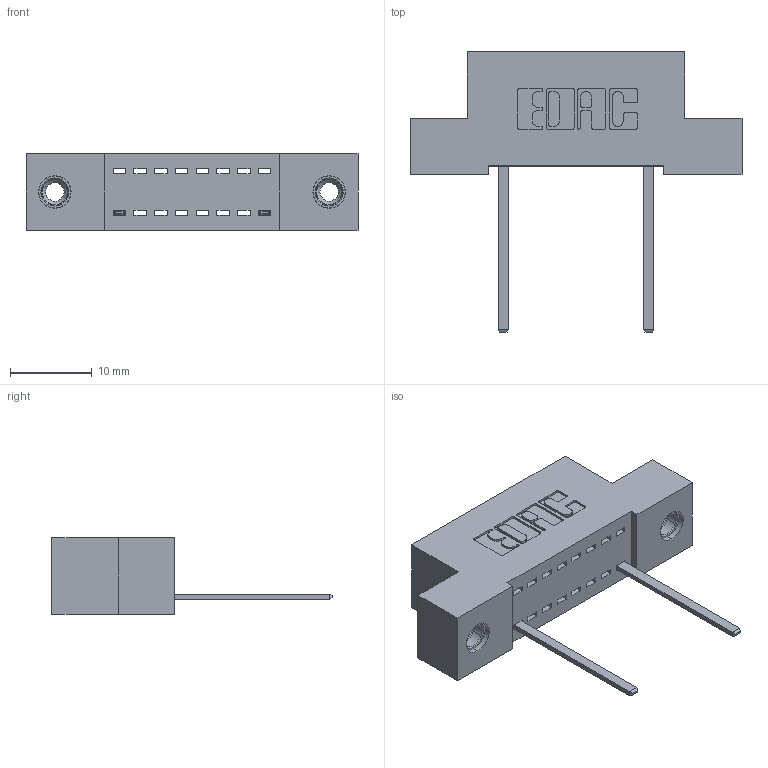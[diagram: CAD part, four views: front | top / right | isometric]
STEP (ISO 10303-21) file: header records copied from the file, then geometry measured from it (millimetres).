
FILE_DESCRIPTION (( 'STEP AP203' ), '1' );
FILE_NAME ('392-008-544-108.STEP', '2018-08-14T19:28:06', ( '' ), ( '' ), 'SwSTEP 2.0', 'SolidWorks 2016', '' );
FILE_SCHEMA (( 'CONFIG_CONTROL_DESIGN' ));
Length unit declared in the file: inch
Products named in the file (4): 392-008-544-108; 342 Part_TI; 345-292-001_345-293-144; 345-250-001_345-250-003-102
Assembly tree (5 placements, depth 2):
  392-008-544-108
    342 Part_TI
    345-292-001_345-293-144  x2
    345-250-001_345-250-003-102  x2
Bounding box: 40.64 x 34.3 x 9.4 mm (x, y, z)
Volume: 3386.9 mm3; surface area: 4066.9 mm2
Topology: 5 solids, 5 shells, 346 faces, 1003 edges, 658 vertices
Faces by surface type: plane 246, cylinder 84, cone 12, torus 4
Entity records: 9966 total; most frequent: CARTESIAN_POINT 1731, ORIENTED_EDGE 1674, DIRECTION 1551, EDGE_CURVE 837, LINE 693, VECTOR 693, VERTEX_POINT 552, AXIS2_PLACEMENT_3D 429
